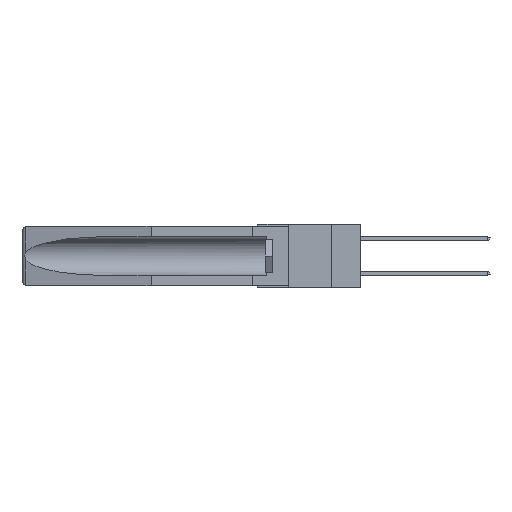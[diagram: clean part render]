
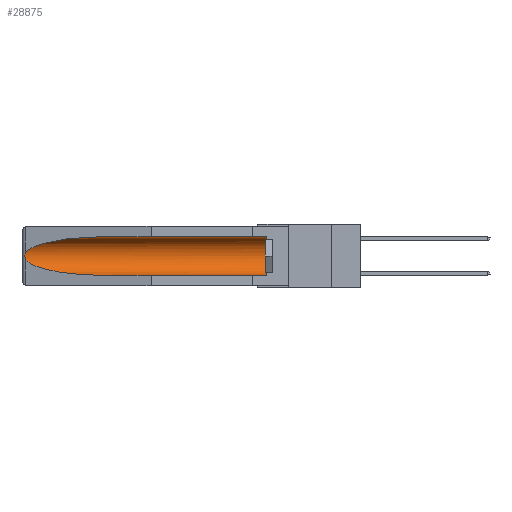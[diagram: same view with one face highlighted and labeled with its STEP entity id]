
A CAD part, left-side view. The second image highlights one B-rep face of the part: STEP entity #28875.
In plain terms, the highlighted cylindrical face has radius 2.857 mm (diameter 5.715 mm), a partial arc.
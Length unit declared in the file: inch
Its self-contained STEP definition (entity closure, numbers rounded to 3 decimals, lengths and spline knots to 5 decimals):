
#1648 = VERTEX_POINT ( 'NONE', #4395 ) ;
#1693 = VERTEX_POINT ( 'NONE', #6770 ) ;
#1928 = CARTESIAN_POINT ( 'NONE',  ( 0.26537, 1.52718, -0.19328 ) ) ;
#2804 = LINE ( 'NONE', #30600, #13629 ) ;
#3070 = CARTESIAN_POINT ( 'NONE',  ( 0.155, 0.126, -0.1715 ) ) ;
#4249 = ORIENTED_EDGE ( 'NONE', *, *, #11639, .F. ) ;
#4395 = CARTESIAN_POINT ( 'NONE',  ( 0.26537, 1.52718, -0.14972 ) ) ;
#5337 = CARTESIAN_POINT ( 'NONE',  ( 0.26537, 1.52718, -0.14972 ) ) ;
#5630 = DIRECTION ( 'NONE',  ( 0., 1., 0. ) ) ;
#6259 = VERTEX_POINT ( 'NONE', #8364 ) ;
#6770 = CARTESIAN_POINT ( 'NONE',  ( 0.155, 1.07973, -0.284 ) ) ;
#7128 = FACE_OUTER_BOUND ( 'NONE', #14511, .T. ) ;
#7274 = ORIENTED_EDGE ( 'NONE', *, *, #32677, .T. ) ;
#7953 = ORIENTED_EDGE ( 'NONE', *, *, #31531, .T. ) ;
#8103 = CARTESIAN_POINT ( 'NONE',  ( 0.26597, 1.52961, -0.15275 ) ) ;
#8229 = DIRECTION ( 'NONE',  ( 0., -1., 0. ) ) ;
#8348 = CARTESIAN_POINT ( 'NONE',  ( 0.2675, 1.53308, -0.16763 ) ) ;
#8364 = CARTESIAN_POINT ( 'NONE',  ( 0.26537, 1.52718, -0.19328 ) ) ;
#8854 = AXIS2_PLACEMENT_3D ( 'NONE', #33045, #27993, #20670 ) ;
#10916 = CARTESIAN_POINT ( 'NONE',  ( 0.2675, 1.53308, -0.17534 ) ) ;
#11639 = EDGE_CURVE ( 'NONE', #17545, #1693, #2804, .T. ) ;
#12877 = CARTESIAN_POINT ( 'NONE',  ( 0.155, 1.07973, -0.059 ) ) ;
#13066 = CARTESIAN_POINT ( 'NONE',  ( 0.155, -0.30754, -0.059 ) ) ;
#13483 = CARTESIAN_POINT ( 'NONE',  ( 0.26655, 1.53094, -0.18657 ) ) ;
#13629 = VECTOR ( 'NONE', #15582, 39.37008 ) ;
#14511 = EDGE_LOOP ( 'NONE', ( #7953, #16793, #23626, #4249, #21341, #7274 ) ) ;
#15582 = DIRECTION ( 'NONE',  ( 0., 1., 0. ) ) ;
#15909 = VECTOR ( 'NONE', #5630, 39.37008 ) ;
#16011 = CARTESIAN_POINT ( 'NONE',  ( 0.26537, 1.52718, -0.19328 ) ) ;
#16793 = ORIENTED_EDGE ( 'NONE', *, *, #28216, .T. ) ;
#17545 = VERTEX_POINT ( 'NONE', #26663 ) ;
#18987 =( BOUNDED_CURVE ( )  B_SPLINE_CURVE ( 3, ( #12877, #20635, #30673, #5337 ),
 .UNSPECIFIED., .F., .F. ) 
 B_SPLINE_CURVE_WITH_KNOTS ( ( 4, 4 ),
 ( 4.71239, 6.08839 ),
 .UNSPECIFIED. ) 
 CURVE ( )  GEOMETRIC_REPRESENTATION_ITEM ( )  RATIONAL_B_SPLINE_CURVE ( ( 1., 0.848, 0.848, 1. ) ) 
 REPRESENTATION_ITEM ( '' )  );
#19866 = EDGE_CURVE ( 'NONE', #6259, #1693, #23480, .T. ) ;
#20156 = VERTEX_POINT ( 'NONE', #21751 ) ;
#20635 = CARTESIAN_POINT ( 'NONE',  ( 0.21114, 1.30732, -0.059 ) ) ;
#20670 = DIRECTION ( 'NONE',  ( 0., 0., 1. ) ) ;
#20877 = CARTESIAN_POINT ( 'NONE',  ( 0.26654, 1.53092, -0.15636 ) ) ;
#21021 = CIRCLE ( 'NONE', #27369, 0.1125 ) ;
#21341 = ORIENTED_EDGE ( 'NONE', *, *, #29790, .T. ) ;
#21524 = VERTEX_POINT ( 'NONE', #32823 ) ;
#21751 = CARTESIAN_POINT ( 'NONE',  ( 0.155, 0.126, -0.059 ) ) ;
#23480 =( BOUNDED_CURVE ( )  B_SPLINE_CURVE ( 3, ( #1928, #24856, #29789, #29983 ),
 .UNSPECIFIED., .F., .F. ) 
 B_SPLINE_CURVE_WITH_KNOTS ( ( 4, 4 ),
 ( 0.1948, 1.5708 ),
 .UNSPECIFIED. ) 
 CURVE ( )  GEOMETRIC_REPRESENTATION_ITEM ( )  RATIONAL_B_SPLINE_CURVE ( ( 1., 0.848, 0.848, 1. ) ) 
 REPRESENTATION_ITEM ( '' )  );
#23562 = CARTESIAN_POINT ( 'NONE',  ( 0.2673, 1.5327, -0.16383 ) ) ;
#23626 = ORIENTED_EDGE ( 'NONE', *, *, #19866, .T. ) ;
#24856 = CARTESIAN_POINT ( 'NONE',  ( 0.25451, 1.48313, -0.24835 ) ) ;
#26006 = DIRECTION ( 'NONE',  ( 0., 0., 1. ) ) ;
#26663 = CARTESIAN_POINT ( 'NONE',  ( 0.155, 0.126, -0.284 ) ) ;
#27369 = AXIS2_PLACEMENT_3D ( 'NONE', #3070, #8229, #26006 ) ;
#27443 = CYLINDRICAL_SURFACE ( 'NONE', #8854, 0.1125 ) ;
#27993 = DIRECTION ( 'NONE',  ( 0., 1., 0. ) ) ;
#28216 = EDGE_CURVE ( 'NONE', #1648, #6259, #28353, .T. ) ;
#28353 = B_SPLINE_CURVE_WITH_KNOTS ( 'NONE', 3,
 ( #28576, #8103, #20877, #23562, #8348, #10916, #28684, #13483, #31276, #16011 ),
 .UNSPECIFIED., .F., .F.,
 ( 4, 2, 2, 2, 4 ),
 ( 0., 0.00029, 0.00058, 0.00087, 0.00117 ),
 .UNSPECIFIED. ) ;
#28576 = CARTESIAN_POINT ( 'NONE',  ( 0.26537, 1.52718, -0.14972 ) ) ;
#28684 = CARTESIAN_POINT ( 'NONE',  ( 0.2673, 1.53269, -0.17917 ) ) ;
#28875 = ADVANCED_FACE ( 'NONE', ( #7128 ), #27443, .F. ) ;
#29789 = CARTESIAN_POINT ( 'NONE',  ( 0.21114, 1.30732, -0.284 ) ) ;
#29790 = EDGE_CURVE ( 'NONE', #17545, #20156, #21021, .T. ) ;
#29983 = CARTESIAN_POINT ( 'NONE',  ( 0.155, 1.07973, -0.284 ) ) ;
#30600 = CARTESIAN_POINT ( 'NONE',  ( 0.155, -0.30754, -0.284 ) ) ;
#30673 = CARTESIAN_POINT ( 'NONE',  ( 0.25451, 1.48313, -0.09465 ) ) ;
#31276 = CARTESIAN_POINT ( 'NONE',  ( 0.26597, 1.5296, -0.19026 ) ) ;
#31455 = LINE ( 'NONE', #13066, #15909 ) ;
#31531 = EDGE_CURVE ( 'NONE', #21524, #1648, #18987, .T. ) ;
#32677 = EDGE_CURVE ( 'NONE', #20156, #21524, #31455, .T. ) ;
#32823 = CARTESIAN_POINT ( 'NONE',  ( 0.155, 1.07973, -0.059 ) ) ;
#33045 = CARTESIAN_POINT ( 'NONE',  ( 0.155, -0.30754, -0.1715 ) ) ;
